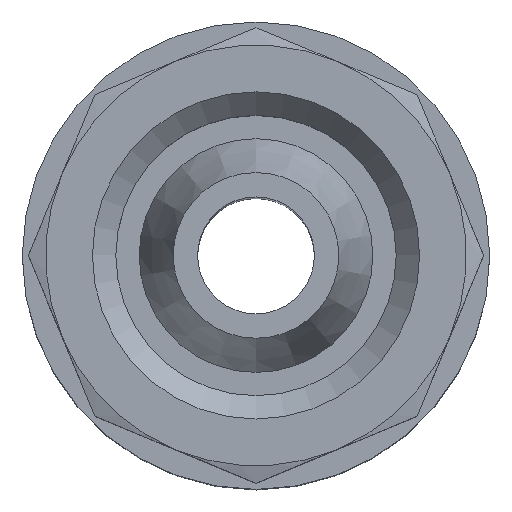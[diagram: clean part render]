
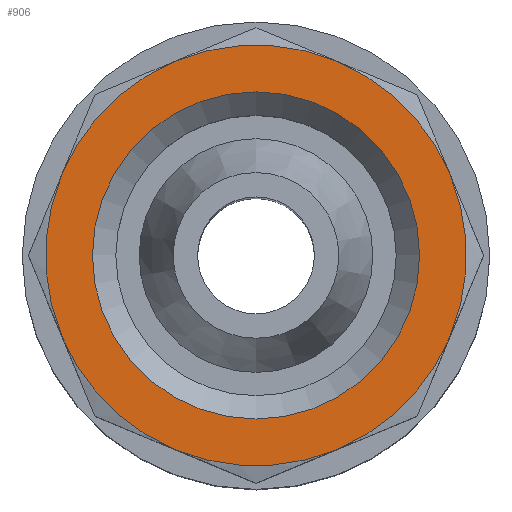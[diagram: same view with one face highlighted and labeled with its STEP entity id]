
A CAD part, top view. The second image highlights one B-rep face of the part: STEP entity #906.
In plain terms, the highlighted planar face has unit normal (0, 0, 1).
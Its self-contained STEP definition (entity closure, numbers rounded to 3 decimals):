
#80=PLANE('',#1018);
#118=FACE_BOUND('',#277,.T.);
#180=FACE_OUTER_BOUND('',#276,.T.);
#276=EDGE_LOOP('',(#734,#735,#736,#737,#738,#739,#740,#741));
#277=EDGE_LOOP('',(#742));
#385=CIRCLE('',#1017,3.5);
#386=CIRCLE('',#1019,4.5);
#387=CIRCLE('',#1020,4.5);
#388=CIRCLE('',#1021,4.5);
#389=CIRCLE('',#1022,4.5);
#390=CIRCLE('',#1023,4.5);
#391=CIRCLE('',#1024,4.5);
#392=CIRCLE('',#1025,4.5);
#393=CIRCLE('',#1026,4.5);
#451=VERTEX_POINT('',#1635);
#452=VERTEX_POINT('',#1638);
#453=VERTEX_POINT('',#1639);
#454=VERTEX_POINT('',#1641);
#455=VERTEX_POINT('',#1643);
#456=VERTEX_POINT('',#1645);
#457=VERTEX_POINT('',#1647);
#458=VERTEX_POINT('',#1649);
#459=VERTEX_POINT('',#1651);
#550=EDGE_CURVE('',#451,#451,#385,.T.);
#551=EDGE_CURVE('',#452,#453,#386,.T.);
#552=EDGE_CURVE('',#454,#452,#387,.T.);
#553=EDGE_CURVE('',#455,#454,#388,.T.);
#554=EDGE_CURVE('',#456,#455,#389,.T.);
#555=EDGE_CURVE('',#457,#456,#390,.T.);
#556=EDGE_CURVE('',#458,#457,#391,.T.);
#557=EDGE_CURVE('',#459,#458,#392,.T.);
#558=EDGE_CURVE('',#453,#459,#393,.T.);
#734=ORIENTED_EDGE('',*,*,#551,.F.);
#735=ORIENTED_EDGE('',*,*,#552,.F.);
#736=ORIENTED_EDGE('',*,*,#553,.F.);
#737=ORIENTED_EDGE('',*,*,#554,.F.);
#738=ORIENTED_EDGE('',*,*,#555,.F.);
#739=ORIENTED_EDGE('',*,*,#556,.F.);
#740=ORIENTED_EDGE('',*,*,#557,.F.);
#741=ORIENTED_EDGE('',*,*,#558,.F.);
#742=ORIENTED_EDGE('',*,*,#550,.T.);
#906=ADVANCED_FACE('',(#180,#118),#80,.T.);
#1017=AXIS2_PLACEMENT_3D('',#1636,#1231,#1232);
#1018=AXIS2_PLACEMENT_3D('',#1637,#1233,#1234);
#1019=AXIS2_PLACEMENT_3D('',#1640,#1235,#1236);
#1020=AXIS2_PLACEMENT_3D('',#1642,#1237,#1238);
#1021=AXIS2_PLACEMENT_3D('',#1644,#1239,#1240);
#1022=AXIS2_PLACEMENT_3D('',#1646,#1241,#1242);
#1023=AXIS2_PLACEMENT_3D('',#1648,#1243,#1244);
#1024=AXIS2_PLACEMENT_3D('',#1650,#1245,#1246);
#1025=AXIS2_PLACEMENT_3D('',#1652,#1247,#1248);
#1026=AXIS2_PLACEMENT_3D('',#1653,#1249,#1250);
#1231=DIRECTION('center_axis',(0.,0.,-1.));
#1232=DIRECTION('ref_axis',(0.,1.,0.));
#1233=DIRECTION('center_axis',(0.,0.,1.));
#1234=DIRECTION('ref_axis',(1.,0.,0.));
#1235=DIRECTION('center_axis',(0.,0.,-1.));
#1236=DIRECTION('ref_axis',(0.,-1.,0.));
#1237=DIRECTION('center_axis',(0.,0.,-1.));
#1238=DIRECTION('ref_axis',(0.,-1.,0.));
#1239=DIRECTION('center_axis',(0.,0.,-1.));
#1240=DIRECTION('ref_axis',(0.,-1.,0.));
#1241=DIRECTION('center_axis',(0.,0.,-1.));
#1242=DIRECTION('ref_axis',(0.,-1.,0.));
#1243=DIRECTION('center_axis',(0.,0.,-1.));
#1244=DIRECTION('ref_axis',(0.,-1.,0.));
#1245=DIRECTION('center_axis',(0.,0.,-1.));
#1246=DIRECTION('ref_axis',(0.,-1.,0.));
#1247=DIRECTION('center_axis',(0.,0.,-1.));
#1248=DIRECTION('ref_axis',(0.,-1.,0.));
#1249=DIRECTION('center_axis',(0.,0.,-1.));
#1250=DIRECTION('ref_axis',(0.,-1.,0.));
#1635=CARTESIAN_POINT('',(81.326,3.5,64.404));
#1636=CARTESIAN_POINT('Origin',(81.326,0.,
64.404));
#1637=CARTESIAN_POINT('Origin',(83.048,-4.157,64.404));
#1638=CARTESIAN_POINT('',(79.604,4.157,64.404));
#1639=CARTESIAN_POINT('',(83.048,4.157,64.404));
#1640=CARTESIAN_POINT('Origin',(81.326,0.,
64.404));
#1641=CARTESIAN_POINT('',(77.169,1.722,64.404));
#1642=CARTESIAN_POINT('Origin',(81.326,0.,
64.404));
#1643=CARTESIAN_POINT('',(77.169,-1.722,64.404));
#1644=CARTESIAN_POINT('Origin',(81.326,0.,
64.404));
#1645=CARTESIAN_POINT('',(79.604,-4.157,64.404));
#1646=CARTESIAN_POINT('Origin',(81.326,0.,
64.404));
#1647=CARTESIAN_POINT('',(83.048,-4.157,64.404));
#1648=CARTESIAN_POINT('Origin',(81.326,0.,
64.404));
#1649=CARTESIAN_POINT('',(85.484,-1.722,64.404));
#1650=CARTESIAN_POINT('Origin',(81.326,0.,
64.404));
#1651=CARTESIAN_POINT('',(85.484,1.722,64.404));
#1652=CARTESIAN_POINT('Origin',(81.326,0.,
64.404));
#1653=CARTESIAN_POINT('Origin',(81.326,0.,
64.404));
